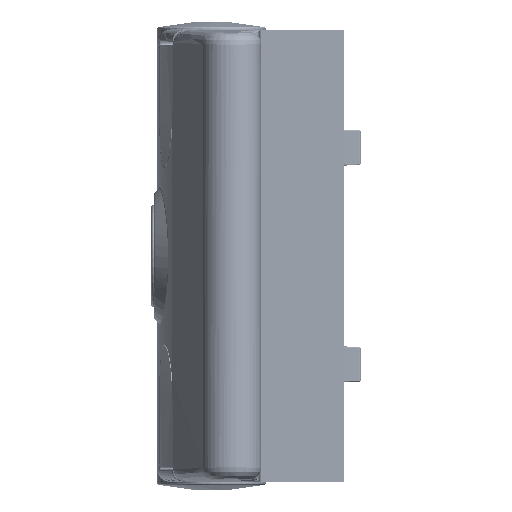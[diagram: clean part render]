
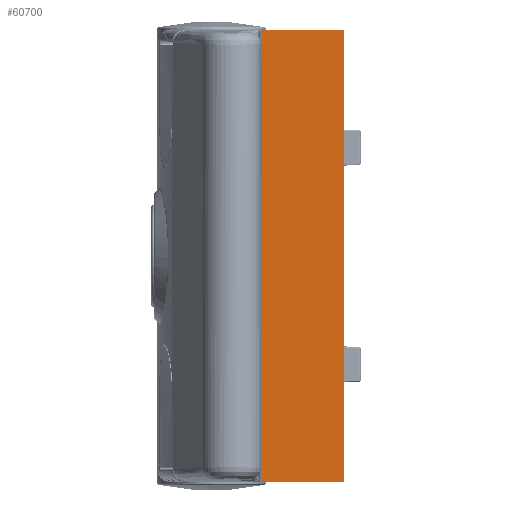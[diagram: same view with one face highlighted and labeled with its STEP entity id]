
A CAD part, left-side view. The second image highlights one B-rep face of the part: STEP entity #60700.
In plain terms, the highlighted planar face has unit normal (-1, 0, 0).
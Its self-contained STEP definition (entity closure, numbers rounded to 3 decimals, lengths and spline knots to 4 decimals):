
#11120=FACE_OUTER_BOUND('',#14790,.T.);
#14790=EDGE_LOOP('',(#51512,#51513,#51514,#51515,#51516,#51517,#51518,#51519));
#18526=LINE('',#130503,#22073);
#18530=LINE('',#130518,#22077);
#18531=LINE('',#130520,#22078);
#18532=LINE('',#130522,#22079);
#18533=LINE('',#130524,#22080);
#18534=LINE('',#130526,#22081);
#18535=LINE('',#130527,#22082);
#18536=LINE('',#130528,#22083);
#22073=VECTOR('',#81401,1.37);
#22077=VECTOR('',#81413,1.37);
#22078=VECTOR('',#81414,0.63);
#22079=VECTOR('',#81415,0.77);
#22080=VECTOR('',#81416,6.24);
#22081=VECTOR('',#81417,0.77);
#22082=VECTOR('',#81418,0.63);
#22083=VECTOR('',#81419,7.5);
#27237=VERTEX_POINT('',#130500);
#27238=VERTEX_POINT('',#130502);
#27244=VERTEX_POINT('',#130516);
#27245=VERTEX_POINT('',#130517);
#27246=VERTEX_POINT('',#130519);
#27247=VERTEX_POINT('',#130521);
#27248=VERTEX_POINT('',#130523);
#27249=VERTEX_POINT('',#130525);
#35452=EDGE_CURVE('',#27238,#27237,#18526,.T.);
#35459=EDGE_CURVE('',#27244,#27245,#18530,.T.);
#35460=EDGE_CURVE('',#27244,#27246,#18531,.T.);
#35461=EDGE_CURVE('',#27246,#27247,#18532,.T.);
#35462=EDGE_CURVE('',#27247,#27248,#18533,.T.);
#35463=EDGE_CURVE('',#27248,#27249,#18534,.T.);
#35464=EDGE_CURVE('',#27249,#27238,#18535,.T.);
#35465=EDGE_CURVE('',#27237,#27245,#18536,.T.);
#51512=ORIENTED_EDGE('',*,*,#35459,.F.);
#51513=ORIENTED_EDGE('',*,*,#35460,.T.);
#51514=ORIENTED_EDGE('',*,*,#35461,.T.);
#51515=ORIENTED_EDGE('',*,*,#35462,.T.);
#51516=ORIENTED_EDGE('',*,*,#35463,.T.);
#51517=ORIENTED_EDGE('',*,*,#35464,.T.);
#51518=ORIENTED_EDGE('',*,*,#35452,.T.);
#51519=ORIENTED_EDGE('',*,*,#35465,.T.);
#54854=PLANE('',#66623);
#60700=ADVANCED_FACE('',(#11120),#54854,.F.);
#66623=AXIS2_PLACEMENT_3D('',#130515,#81411,#81412);
#81401=DIRECTION('',(0.,-1.,0.));
#81411=DIRECTION('center_axis',(1.,0.,0.));
#81412=DIRECTION('ref_axis',(0.,0.,-1.));
#81413=DIRECTION('',(0.,-1.,0.));
#81414=DIRECTION('',(0.,0.,-1.));
#81415=DIRECTION('',(0.,1.,0.));
#81416=DIRECTION('',(0.,0.,-1.));
#81417=DIRECTION('',(0.,-1.,0.));
#81418=DIRECTION('',(0.,0.,-1.));
#81419=DIRECTION('',(0.,0.,1.));
#130500=CARTESIAN_POINT('',(-2.75,-2.2,-3.75));
#130502=CARTESIAN_POINT('',(-2.75,-0.83,-3.75));
#130503=CARTESIAN_POINT('',(-2.75,1.,-3.75));
#130515=CARTESIAN_POINT('Origin',(-2.75,1.,3.75));
#130516=CARTESIAN_POINT('',(-2.75,-0.83,3.75));
#130517=CARTESIAN_POINT('',(-2.75,-2.2,3.75));
#130518=CARTESIAN_POINT('',(-2.75,1.,3.75));
#130519=CARTESIAN_POINT('',(-2.75,-0.83,3.12));
#130520=CARTESIAN_POINT('',(-2.75,-0.83,3.15));
#130521=CARTESIAN_POINT('',(-2.75,-0.06,3.12));
#130522=CARTESIAN_POINT('',(-2.75,1.,3.12));
#130523=CARTESIAN_POINT('',(-2.75,-0.06,-3.12));
#130524=CARTESIAN_POINT('',(-2.75,-0.06,-3.15));
#130525=CARTESIAN_POINT('',(-2.75,-0.83,-3.12));
#130526=CARTESIAN_POINT('',(-2.75,1.,-3.12));
#130527=CARTESIAN_POINT('',(-2.75,-0.83,-3.75));
#130528=CARTESIAN_POINT('',(-2.75,-2.2,3.75));
